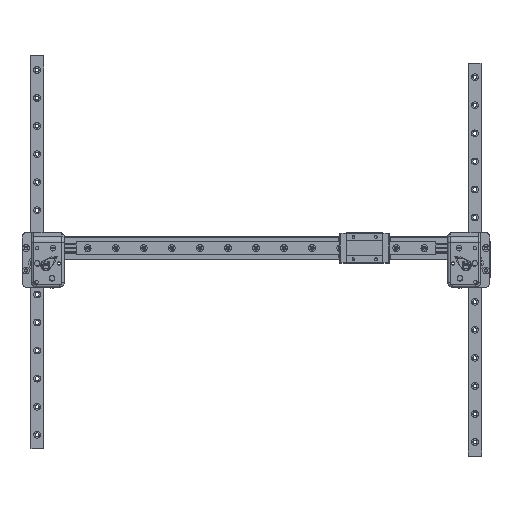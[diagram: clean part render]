
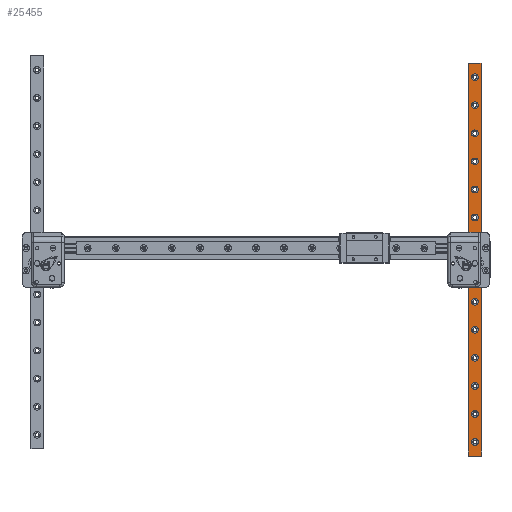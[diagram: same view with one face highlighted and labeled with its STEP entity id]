
A CAD part, top view. The second image highlights one B-rep face of the part: STEP entity #25455.
In plain terms, the highlighted face is planar.
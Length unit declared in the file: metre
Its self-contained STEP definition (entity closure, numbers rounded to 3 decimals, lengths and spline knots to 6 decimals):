
#1269=LINE('',#40802,#3321);
#1270=LINE('',#40805,#3322);
#1271=LINE('',#40807,#3323);
#1272=LINE('',#40809,#3324);
#3321=VECTOR('',#32532,1.);
#3322=VECTOR('',#32533,1.);
#3323=VECTOR('',#32534,1.);
#3324=VECTOR('',#32535,1.);
#5614=PLANE('',#27917);
#8540=ORIENTED_EDGE('',*,*,#14513,.F.);
#8541=ORIENTED_EDGE('',*,*,#14514,.F.);
#8542=ORIENTED_EDGE('',*,*,#14515,.F.);
#8543=ORIENTED_EDGE('',*,*,#14516,.F.);
#8544=ORIENTED_EDGE('',*,*,#14517,.F.);
#8545=ORIENTED_EDGE('',*,*,#14518,.F.);
#8546=ORIENTED_EDGE('',*,*,#14519,.F.);
#8547=ORIENTED_EDGE('',*,*,#14520,.F.);
#8548=ORIENTED_EDGE('',*,*,#14521,.F.);
#8549=ORIENTED_EDGE('',*,*,#14522,.F.);
#8550=ORIENTED_EDGE('',*,*,#14523,.F.);
#8551=ORIENTED_EDGE('',*,*,#14524,.F.);
#8552=ORIENTED_EDGE('',*,*,#14525,.F.);
#8553=ORIENTED_EDGE('',*,*,#14526,.F.);
#8554=ORIENTED_EDGE('',*,*,#14527,.T.);
#8555=ORIENTED_EDGE('',*,*,#14528,.T.);
#8556=ORIENTED_EDGE('',*,*,#14529,.F.);
#8557=ORIENTED_EDGE('',*,*,#14530,.T.);
#14513=EDGE_CURVE('',#17744,#17744,#19714,.T.);
#14514=EDGE_CURVE('',#17745,#17745,#19715,.T.);
#14515=EDGE_CURVE('',#17746,#17746,#19716,.T.);
#14516=EDGE_CURVE('',#17747,#17747,#19717,.T.);
#14517=EDGE_CURVE('',#17748,#17748,#19718,.T.);
#14518=EDGE_CURVE('',#17749,#17749,#19719,.T.);
#14519=EDGE_CURVE('',#17750,#17750,#19720,.T.);
#14520=EDGE_CURVE('',#17751,#17751,#19721,.T.);
#14521=EDGE_CURVE('',#17752,#17752,#19722,.T.);
#14522=EDGE_CURVE('',#17753,#17753,#19723,.T.);
#14523=EDGE_CURVE('',#17754,#17754,#19724,.T.);
#14524=EDGE_CURVE('',#17755,#17755,#19725,.T.);
#14525=EDGE_CURVE('',#17756,#17756,#19726,.T.);
#14526=EDGE_CURVE('',#17757,#17757,#19727,.T.);
#14527=EDGE_CURVE('',#17758,#17759,#1269,.T.);
#14528=EDGE_CURVE('',#17759,#17760,#1270,.F.);
#14529=EDGE_CURVE('',#17761,#17760,#1271,.T.);
#14530=EDGE_CURVE('',#17761,#17758,#1272,.T.);
#17744=VERTEX_POINT('',#40775);
#17745=VERTEX_POINT('',#40777);
#17746=VERTEX_POINT('',#40779);
#17747=VERTEX_POINT('',#40781);
#17748=VERTEX_POINT('',#40783);
#17749=VERTEX_POINT('',#40785);
#17750=VERTEX_POINT('',#40787);
#17751=VERTEX_POINT('',#40789);
#17752=VERTEX_POINT('',#40791);
#17753=VERTEX_POINT('',#40793);
#17754=VERTEX_POINT('',#40795);
#17755=VERTEX_POINT('',#40797);
#17756=VERTEX_POINT('',#40799);
#17757=VERTEX_POINT('',#40801);
#17758=VERTEX_POINT('',#40803);
#17759=VERTEX_POINT('',#40804);
#17760=VERTEX_POINT('',#40806);
#17761=VERTEX_POINT('',#40808);
#19714=CIRCLE('',#27918,0.003);
#19715=CIRCLE('',#27919,0.003);
#19716=CIRCLE('',#27920,0.003);
#19717=CIRCLE('',#27921,0.003);
#19718=CIRCLE('',#27922,0.003);
#19719=CIRCLE('',#27923,0.003);
#19720=CIRCLE('',#27924,0.003);
#19721=CIRCLE('',#27925,0.003);
#19722=CIRCLE('',#27926,0.003);
#19723=CIRCLE('',#27927,0.003);
#19724=CIRCLE('',#27928,0.003);
#19725=CIRCLE('',#27929,0.003);
#19726=CIRCLE('',#27930,0.003);
#19727=CIRCLE('',#27931,0.003);
#21439=EDGE_LOOP('',(#8540));
#21440=EDGE_LOOP('',(#8541));
#21441=EDGE_LOOP('',(#8542));
#21442=EDGE_LOOP('',(#8543));
#21443=EDGE_LOOP('',(#8544));
#21444=EDGE_LOOP('',(#8545));
#21445=EDGE_LOOP('',(#8546));
#21446=EDGE_LOOP('',(#8547));
#21447=EDGE_LOOP('',(#8548));
#21448=EDGE_LOOP('',(#8549));
#21449=EDGE_LOOP('',(#8550));
#21450=EDGE_LOOP('',(#8551));
#21451=EDGE_LOOP('',(#8552));
#21452=EDGE_LOOP('',(#8553));
#21453=EDGE_LOOP('',(#8554,#8555,#8556,#8557));
#23505=FACE_BOUND('',#21439,.T.);
#23506=FACE_BOUND('',#21440,.T.);
#23507=FACE_BOUND('',#21441,.T.);
#23508=FACE_BOUND('',#21442,.T.);
#23509=FACE_BOUND('',#21443,.T.);
#23510=FACE_BOUND('',#21444,.T.);
#23511=FACE_BOUND('',#21445,.T.);
#23512=FACE_BOUND('',#21446,.T.);
#23513=FACE_BOUND('',#21447,.T.);
#23514=FACE_BOUND('',#21448,.T.);
#23515=FACE_BOUND('',#21449,.T.);
#23516=FACE_BOUND('',#21450,.T.);
#23517=FACE_BOUND('',#21451,.T.);
#23518=FACE_BOUND('',#21452,.T.);
#23519=FACE_BOUND('',#21453,.T.);
#25455=ADVANCED_FACE('',(#23505,#23506,#23507,#23508,#23509,#23510,#23511,
#23512,#23513,#23514,#23515,#23516,#23517,#23518,#23519),#5614,.F.);
#27917=AXIS2_PLACEMENT_3D('',#40773,#32502,#32503);
#27918=AXIS2_PLACEMENT_3D('',#40774,#32504,#32505);
#27919=AXIS2_PLACEMENT_3D('',#40776,#32506,#32507);
#27920=AXIS2_PLACEMENT_3D('',#40778,#32508,#32509);
#27921=AXIS2_PLACEMENT_3D('',#40780,#32510,#32511);
#27922=AXIS2_PLACEMENT_3D('',#40782,#32512,#32513);
#27923=AXIS2_PLACEMENT_3D('',#40784,#32514,#32515);
#27924=AXIS2_PLACEMENT_3D('',#40786,#32516,#32517);
#27925=AXIS2_PLACEMENT_3D('',#40788,#32518,#32519);
#27926=AXIS2_PLACEMENT_3D('',#40790,#32520,#32521);
#27927=AXIS2_PLACEMENT_3D('',#40792,#32522,#32523);
#27928=AXIS2_PLACEMENT_3D('',#40794,#32524,#32525);
#27929=AXIS2_PLACEMENT_3D('',#40796,#32526,#32527);
#27930=AXIS2_PLACEMENT_3D('',#40798,#32528,#32529);
#27931=AXIS2_PLACEMENT_3D('',#40800,#32530,#32531);
#32502=DIRECTION('',(0.,-1.,0.));
#32503=DIRECTION('',(1.,0.,0.));
#32504=DIRECTION('',(0.,1.,0.));
#32505=DIRECTION('',(-1.,0.,0.));
#32506=DIRECTION('',(0.,1.,0.));
#32507=DIRECTION('',(-1.,0.,0.));
#32508=DIRECTION('',(0.,1.,0.));
#32509=DIRECTION('',(-1.,0.,0.));
#32510=DIRECTION('',(0.,1.,0.));
#32511=DIRECTION('',(-1.,0.,0.));
#32512=DIRECTION('',(0.,1.,0.));
#32513=DIRECTION('',(-1.,0.,0.));
#32514=DIRECTION('',(0.,1.,0.));
#32515=DIRECTION('',(-1.,0.,0.));
#32516=DIRECTION('',(0.,1.,0.));
#32517=DIRECTION('',(-1.,0.,0.));
#32518=DIRECTION('',(0.,1.,0.));
#32519=DIRECTION('',(-1.,0.,0.));
#32520=DIRECTION('',(0.,1.,0.));
#32521=DIRECTION('',(-1.,0.,0.));
#32522=DIRECTION('',(0.,1.,0.));
#32523=DIRECTION('',(-1.,0.,0.));
#32524=DIRECTION('',(0.,1.,0.));
#32525=DIRECTION('',(-1.,0.,0.));
#32526=DIRECTION('',(0.,1.,0.));
#32527=DIRECTION('',(-1.,0.,0.));
#32528=DIRECTION('',(0.,1.,0.));
#32529=DIRECTION('',(-1.,0.,0.));
#32530=DIRECTION('',(0.,1.,0.));
#32531=DIRECTION('',(-1.,0.,0.));
#32532=DIRECTION('',(-1.,0.,0.));
#32533=DIRECTION('',(0.,0.,-1.));
#32534=DIRECTION('',(-1.,0.,0.));
#32535=DIRECTION('',(0.,0.,-1.));
#40773=CARTESIAN_POINT('',(0.012,0.012,0.5));
#40774=CARTESIAN_POINT('',(0.006,0.012,0.34));
#40775=CARTESIAN_POINT('',(0.003,0.012,0.34));
#40776=CARTESIAN_POINT('',(0.006,0.012,0.315));
#40777=CARTESIAN_POINT('',(0.003,0.012,0.315));
#40778=CARTESIAN_POINT('',(0.006,0.012,0.29));
#40779=CARTESIAN_POINT('',(0.003,0.012,0.29));
#40780=CARTESIAN_POINT('',(0.006,0.012,0.265));
#40781=CARTESIAN_POINT('',(0.003,0.012,0.265));
#40782=CARTESIAN_POINT('',(0.006,0.012,0.24));
#40783=CARTESIAN_POINT('',(0.003,0.012,0.24));
#40784=CARTESIAN_POINT('',(0.006,0.012,0.215));
#40785=CARTESIAN_POINT('',(0.003,0.012,0.215));
#40786=CARTESIAN_POINT('',(0.006,0.012,0.19));
#40787=CARTESIAN_POINT('',(0.003,0.012,0.19));
#40788=CARTESIAN_POINT('',(0.006,0.012,0.165));
#40789=CARTESIAN_POINT('',(0.003,0.012,0.165));
#40790=CARTESIAN_POINT('',(0.006,0.012,0.14));
#40791=CARTESIAN_POINT('',(0.003,0.012,0.14));
#40792=CARTESIAN_POINT('',(0.006,0.012,0.115));
#40793=CARTESIAN_POINT('',(0.003,0.012,0.115));
#40794=CARTESIAN_POINT('',(0.006,0.012,0.09));
#40795=CARTESIAN_POINT('',(0.003,0.012,0.09));
#40796=CARTESIAN_POINT('',(0.006,0.012,0.065));
#40797=CARTESIAN_POINT('',(0.003,0.012,0.065));
#40798=CARTESIAN_POINT('',(0.006,0.012,0.04));
#40799=CARTESIAN_POINT('',(0.003,0.012,0.04));
#40800=CARTESIAN_POINT('',(0.006,0.012,0.015));
#40801=CARTESIAN_POINT('',(0.003,0.012,0.015));
#40802=CARTESIAN_POINT('',(0.012,0.012,0.0025));
#40803=CARTESIAN_POINT('',(0.0115,0.012,0.0025));
#40804=CARTESIAN_POINT('',(0.0005,0.012,0.0025));
#40805=CARTESIAN_POINT('',(0.0005,0.012,0.5));
#40806=CARTESIAN_POINT('',(0.0005,0.012,0.3525));
#40807=CARTESIAN_POINT('',(0.012,0.012,0.3525));
#40808=CARTESIAN_POINT('',(0.0115,0.012,0.3525));
#40809=CARTESIAN_POINT('',(0.0115,0.012,0.5));
